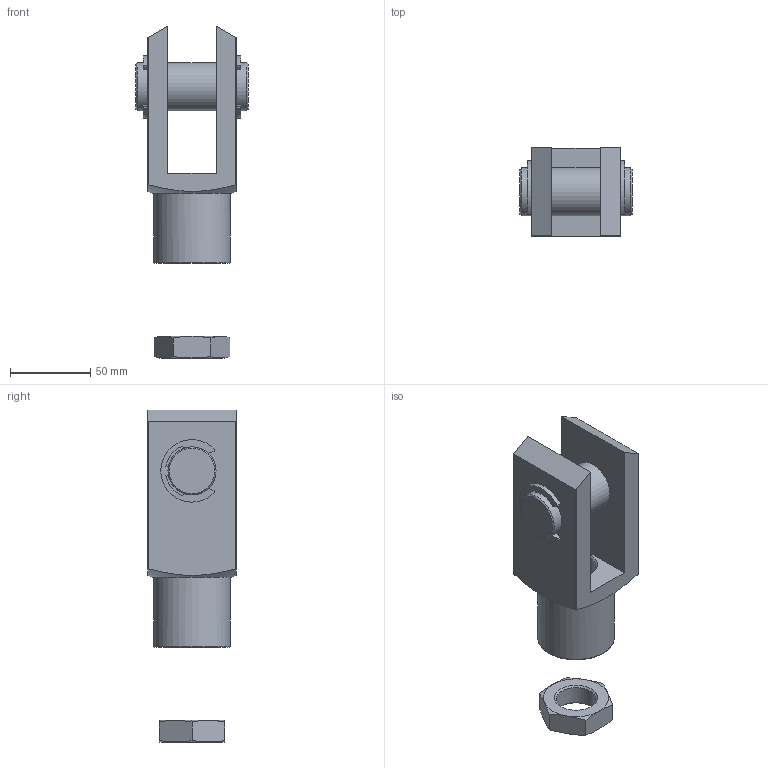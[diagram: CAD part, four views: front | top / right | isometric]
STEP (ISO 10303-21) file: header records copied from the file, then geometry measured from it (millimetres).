
FILE_DESCRIPTION(/* description */ ('STEP AP214'),/* implementation_level */ '2;1');
FILE_NAME(/* name */ '185361_CRSG-M27X2',/* time_stamp */ '2024-08-09T14:58:51+02:00',/* author */ ('License CC BY-ND 4.0'),/* organization */ ('CADENAS'),/* preprocessor_version */ 'ST-DEVELOPER v19.3',/* originating_system */ 'PARTsolutions',/* authorisation */ ' ');
FILE_SCHEMA (('AUTOMOTIVE_DESIGN {1 0 10303 214 3 1 1}'));
Length unit declared in the file: millimetre
Products named in the file (3): 185361 CRSG-M27x2; 185361 CRSG-M27x2_GK; DIN-439-B - M27x2(F)
Assembly tree (2 placements, depth 2):
  185361 CRSG-M27x2
    185361 CRSG-M27x2_GK
    DIN-439-B - M27x2(F)
Bounding box: 70 x 55 x 207.2 mm (x, y, z)
Volume: 255446.2 mm3; surface area: 50281.1 mm2
Topology: 2 solids, 2 shells, 68 faces, 177 edges, 115 vertices
Faces by surface type: plane 42, cylinder 16, cone 9, torus 1
Full cylindrical faces by diameter (mm): 24.835 x2, 30 x3, 48 x1
Entity records: 2108 total; most frequent: CARTESIAN_POINT 435, DIRECTION 330, ORIENTED_EDGE 314, EDGE_CURVE 157, AXIS2_PLACEMENT_3D 122, VERTEX_POINT 111, EDGE_LOOP 92, FACE_BOUND 92
